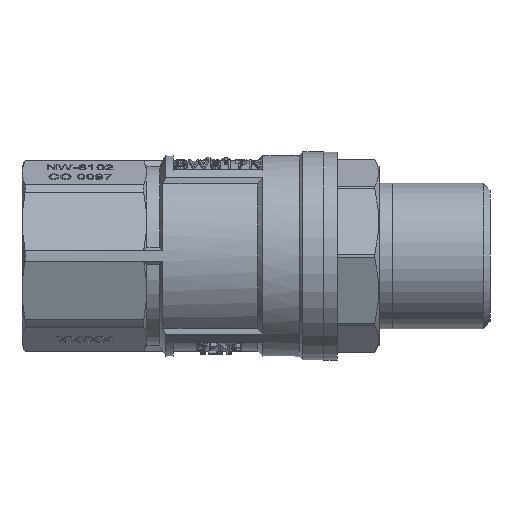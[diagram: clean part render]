
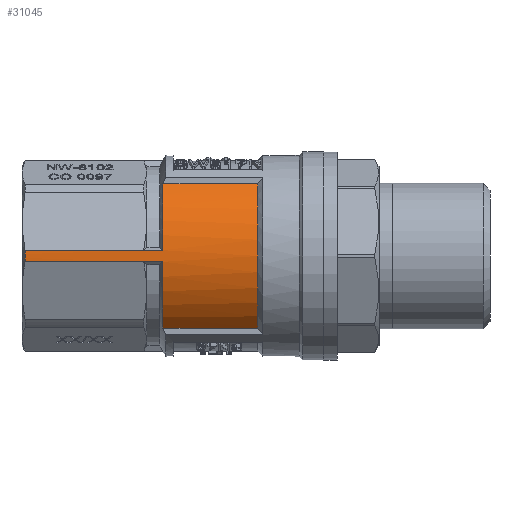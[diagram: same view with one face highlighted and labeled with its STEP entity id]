
A CAD part, front view. The second image highlights one B-rep face of the part: STEP entity #31045.
In plain terms, the highlighted cylindrical face has radius 13.75 mm (diameter 27.5 mm), a partial arc.
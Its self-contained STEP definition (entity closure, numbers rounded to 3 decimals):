
#1117=CYLINDRICAL_SURFACE('',#33440,13.75);
#1250=LINE('',#46266,#4695);
#1269=LINE('',#48129,#4714);
#1274=LINE('',#48160,#4719);
#1531=LINE('',#48998,#4976);
#1546=LINE('',#49241,#4991);
#1547=LINE('',#49243,#4992);
#4695=VECTOR('',#36153,1000.);
#4714=VECTOR('',#36386,1000.);
#4719=VECTOR('',#36403,1000.);
#4976=VECTOR('',#36708,1000.);
#4991=VECTOR('',#36755,1000.);
#4992=VECTOR('',#36758,1000.);
#9454=ORIENTED_EDGE('',*,*,#17648,.T.);
#9455=ORIENTED_EDGE('',*,*,#17764,.T.);
#9456=ORIENTED_EDGE('',*,*,#18097,.T.);
#9457=ORIENTED_EDGE('',*,*,#18098,.T.);
#9458=ORIENTED_EDGE('',*,*,#17745,.T.);
#9459=ORIENTED_EDGE('',*,*,#18071,.F.);
#9460=ORIENTED_EDGE('',*,*,#17791,.T.);
#9461=ORIENTED_EDGE('',*,*,#18438,.F.);
#9462=ORIENTED_EDGE('',*,*,#17782,.F.);
#9463=ORIENTED_EDGE('',*,*,#18442,.T.);
#17648=EDGE_CURVE('',#22248,#22249,#1250,.T.);
#17745=EDGE_CURVE('',#22344,#22343,#25356,.T.);
#17764=EDGE_CURVE('',#22249,#22362,#25365,.T.);
#17782=EDGE_CURVE('',#22376,#22377,#1269,.T.);
#17791=EDGE_CURVE('',#22384,#22385,#1274,.T.);
#18071=EDGE_CURVE('',#22384,#22343,#1531,.T.);
#18097=EDGE_CURVE('',#22362,#22659,#1546,.T.);
#18098=EDGE_CURVE('',#22659,#22344,#1547,.T.);
#18438=EDGE_CURVE('',#22377,#22385,#25404,.T.);
#18442=EDGE_CURVE('',#22376,#22248,#25406,.T.);
#22248=VERTEX_POINT('',#46267);
#22249=VERTEX_POINT('',#46268);
#22343=VERTEX_POINT('',#47586);
#22344=VERTEX_POINT('',#47588);
#22362=VERTEX_POINT('',#47985);
#22376=VERTEX_POINT('',#48128);
#22377=VERTEX_POINT('',#48130);
#22384=VERTEX_POINT('',#48161);
#22385=VERTEX_POINT('',#48162);
#22659=VERTEX_POINT('',#49224);
#25356=CIRCLE('',#33199,13.75);
#25365=CIRCLE('',#33209,13.75);
#25404=CIRCLE('',#33431,13.75);
#25406=CIRCLE('',#33438,13.75);
#25817=EDGE_LOOP('',(#9454,#9455,#9456,#9457,#9458,#9459,#9460,#9461,#9462,
#9463));
#27704=FACE_BOUND('',#25817,.T.);
#31045=ADVANCED_FACE('',(#27704),#1117,.T.);
#33199=AXIS2_PLACEMENT_3D('',#47587,#36344,#36345);
#33209=AXIS2_PLACEMENT_3D('',#47986,#36364,#36365);
#33431=AXIS2_PLACEMENT_3D('',#49969,#37269,#37270);
#33438=AXIS2_PLACEMENT_3D('',#49978,#37285,#37286);
#33440=AXIS2_PLACEMENT_3D('',#49980,#37289,#37290);
#36153=DIRECTION('',(-1.,0.,0.));
#36344=DIRECTION('',(1.,0.,0.));
#36345=DIRECTION('',(0.,-0.924,-0.383));
#36364=DIRECTION('',(1.,0.,0.));
#36365=DIRECTION('',(0.,-1.,0.));
#36386=DIRECTION('',(-1.,0.,0.));
#36403=DIRECTION('',(1.,0.,0.));
#36708=DIRECTION('',(-1.,0.,0.));
#36755=DIRECTION('',(-1.,0.,0.));
#36758=DIRECTION('',(-1.,0.,0.));
#37269=DIRECTION('',(-1.,0.,0.));
#37270=DIRECTION('',(0.,1.,0.));
#37285=DIRECTION('',(-1.,0.,0.));
#37286=DIRECTION('',(0.,1.,0.));
#37289=DIRECTION('',(-1.,0.,0.));
#37290=DIRECTION('',(0.,0.924,0.383));
#46266=CARTESIAN_POINT('',(-12.5,-9.,10.395));
#46267=CARTESIAN_POINT('',(3.5,-9.,10.395));
#46268=CARTESIAN_POINT('',(-10.186,-9.,10.395));
#47586=CARTESIAN_POINT('',(-30.05,-13.725,-0.837));
#47587=CARTESIAN_POINT('',(-30.05,0.,0.));
#47588=CARTESIAN_POINT('',(-30.05,-13.725,0.837));
#47985=CARTESIAN_POINT('',(-10.186,-13.725,0.837));
#47986=CARTESIAN_POINT('',(-10.186,0.,0.));
#48128=CARTESIAN_POINT('',(3.5,-9.,-10.395));
#48129=CARTESIAN_POINT('',(-12.5,-9.,-10.395));
#48130=CARTESIAN_POINT('',(-10.186,-9.,-10.395));
#48160=CARTESIAN_POINT('',(-12.5,-13.725,-0.837));
#48161=CARTESIAN_POINT('',(-12.95,-13.725,-0.837));
#48162=CARTESIAN_POINT('',(-10.186,-13.725,-0.837));
#48998=CARTESIAN_POINT('',(-21.5,-13.725,-0.837));
#49224=CARTESIAN_POINT('',(-12.95,-13.725,0.837));
#49241=CARTESIAN_POINT('',(-12.5,-13.725,0.837));
#49243=CARTESIAN_POINT('',(-21.5,-13.725,0.837));
#49969=CARTESIAN_POINT('',(-10.186,0.,0.));
#49978=CARTESIAN_POINT('',(3.5,0.,0.));
#49980=CARTESIAN_POINT('',(-12.5,0.,0.));
